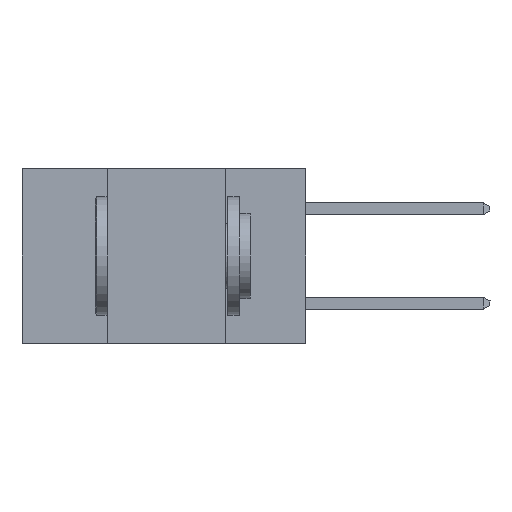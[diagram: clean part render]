
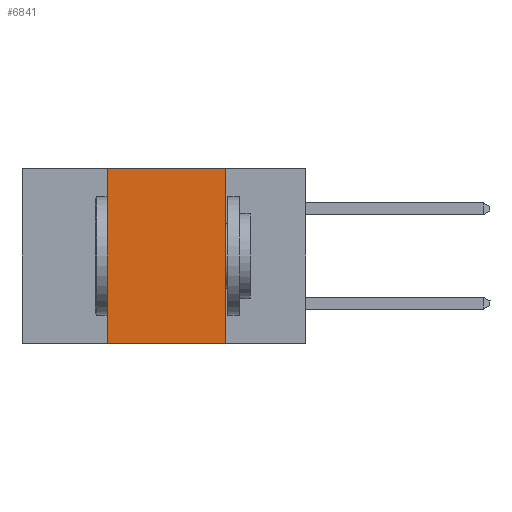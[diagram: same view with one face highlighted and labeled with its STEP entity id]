
A CAD part, left-side view. The second image highlights one B-rep face of the part: STEP entity #6841.
In plain terms, the highlighted planar face has unit normal (-1, 0, 0).
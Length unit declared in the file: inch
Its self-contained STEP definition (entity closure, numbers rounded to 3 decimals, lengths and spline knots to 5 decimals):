
#9 = CARTESIAN_POINT ( 'NONE',  ( 0., 0.6, 0. ) ) ;
#145 = EDGE_LOOP ( 'NONE', ( #9123, #5756, #11130, #434 ) ) ;
#434 = ORIENTED_EDGE ( 'NONE', *, *, #1919, .T. ) ;
#462 = VECTOR ( 'NONE', #13254, 39.37008 ) ;
#1010 = EDGE_CURVE ( 'NONE', #9555, #9044, #11870, .T. ) ;
#1591 = EDGE_CURVE ( 'NONE', #4979, #9555, #11703, .T. ) ;
#1756 = AXIS2_PLACEMENT_3D ( 'NONE', #5775, #11856, #12831 ) ;
#1919 = EDGE_CURVE ( 'NONE', #11331, #9044, #2510, .T. ) ;
#2086 = CARTESIAN_POINT ( 'NONE',  ( 0., 0.42, 0. ) ) ;
#2289 = CARTESIAN_POINT ( 'NONE',  ( 0., 0.17, 0. ) ) ;
#2510 = LINE ( 'NONE', #9415, #4603 ) ;
#2685 = PLANE ( 'NONE',  #1756 ) ;
#2750 = DIRECTION ( 'NONE',  ( 0., 0., -1. ) ) ;
#3334 = DIRECTION ( 'NONE',  ( 0., -1., 0. ) ) ;
#4603 = VECTOR ( 'NONE', #3334, 39.37008 ) ;
#4979 = VERTEX_POINT ( 'NONE', #2086 ) ;
#5252 = VECTOR ( 'NONE', #11578, 39.37008 ) ;
#5756 = ORIENTED_EDGE ( 'NONE', *, *, #1591, .F. ) ;
#5775 = CARTESIAN_POINT ( 'NONE',  ( 0., 0.6, 0. ) ) ;
#6075 = VECTOR ( 'NONE', #2750, 39.37008 ) ;
#6841 = ADVANCED_FACE ( 'NONE', ( #12016 ), #2685, .F. ) ;
#6967 = CARTESIAN_POINT ( 'NONE',  ( 0., 0.17, 0. ) ) ;
#7315 = CARTESIAN_POINT ( 'NONE',  ( 0., 0.17, -0.37 ) ) ;
#9044 = VERTEX_POINT ( 'NONE', #7315 ) ;
#9123 = ORIENTED_EDGE ( 'NONE', *, *, #1010, .F. ) ;
#9415 = CARTESIAN_POINT ( 'NONE',  ( 0., 0.6, -0.37 ) ) ;
#9555 = VERTEX_POINT ( 'NONE', #2289 ) ;
#10436 = CARTESIAN_POINT ( 'NONE',  ( 0., 0.42, -0.37 ) ) ;
#10445 = LINE ( 'NONE', #12626, #5252 ) ;
#10827 = EDGE_CURVE ( 'NONE', #11331, #4979, #10445, .T. ) ;
#11130 = ORIENTED_EDGE ( 'NONE', *, *, #10827, .F. ) ;
#11331 = VERTEX_POINT ( 'NONE', #10436 ) ;
#11578 = DIRECTION ( 'NONE',  ( 0., 0., 1. ) ) ;
#11703 = LINE ( 'NONE', #9, #462 ) ;
#11856 = DIRECTION ( 'NONE',  ( 1., 0., 0. ) ) ;
#11870 = LINE ( 'NONE', #6967, #6075 ) ;
#12016 = FACE_OUTER_BOUND ( 'NONE', #145, .T. ) ;
#12626 = CARTESIAN_POINT ( 'NONE',  ( 0., 0.42, 0. ) ) ;
#12831 = DIRECTION ( 'NONE',  ( 0., 0., -1. ) ) ;
#13254 = DIRECTION ( 'NONE',  ( 0., -1., 0. ) ) ;
